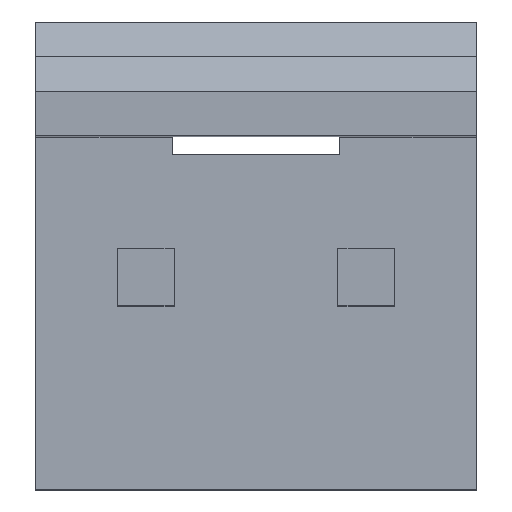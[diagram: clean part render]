
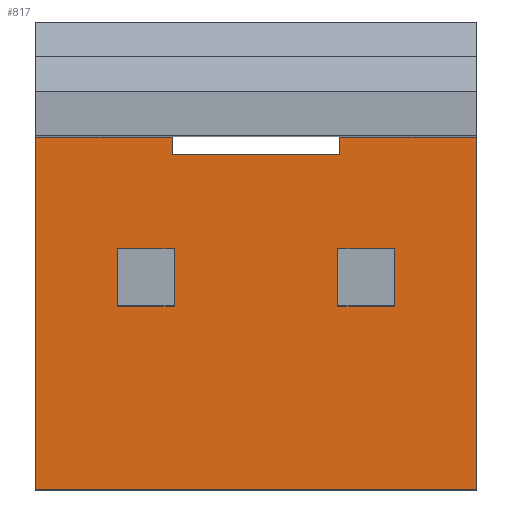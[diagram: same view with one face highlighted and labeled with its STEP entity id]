
A CAD part, top view. The second image highlights one B-rep face of the part: STEP entity #817.
In plain terms, the highlighted planar face has unit normal (0, 0, 1).
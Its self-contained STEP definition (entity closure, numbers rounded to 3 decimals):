
#146=DIRECTION('',(0.,-1.,0.));
#147=VECTOR('',#146,4.);
#148=CARTESIAN_POINT('',(-2.5,1.6,-7.5));
#149=LINE('',#148,#147);
#218=DIRECTION('',(-1.,0.,0.));
#219=VECTOR('',#218,0.64);
#220=CARTESIAN_POINT('',(-0.93,-0.32,-7.5));
#221=LINE('',#220,#219);
#222=DIRECTION('',(0.,1.,0.));
#223=VECTOR('',#222,0.64);
#224=CARTESIAN_POINT('',(-0.93,-0.32,-7.5));
#225=LINE('',#224,#223);
#226=DIRECTION('',(-1.,0.,0.));
#227=VECTOR('',#226,0.64);
#228=CARTESIAN_POINT('',(-0.93,0.32,-7.5));
#229=LINE('',#228,#227);
#230=DIRECTION('',(0.,1.,0.));
#231=VECTOR('',#230,0.64);
#232=CARTESIAN_POINT('',(-1.57,-0.32,-7.5));
#233=LINE('',#232,#231);
#234=DIRECTION('',(-1.,0.,0.));
#235=VECTOR('',#234,0.64);
#236=CARTESIAN_POINT('',(1.57,-0.32,-7.5));
#237=LINE('',#236,#235);
#238=DIRECTION('',(0.,1.,0.));
#239=VECTOR('',#238,0.64);
#240=CARTESIAN_POINT('',(1.57,-0.32,-7.5));
#241=LINE('',#240,#239);
#242=DIRECTION('',(-1.,0.,0.));
#243=VECTOR('',#242,0.64);
#244=CARTESIAN_POINT('',(1.57,0.32,-7.5));
#245=LINE('',#244,#243);
#246=DIRECTION('',(0.,1.,0.));
#247=VECTOR('',#246,0.64);
#248=CARTESIAN_POINT('',(0.93,-0.32,-7.5));
#249=LINE('',#248,#247);
#250=DIRECTION('',(0.,-1.,0.));
#251=VECTOR('',#250,0.2);
#252=CARTESIAN_POINT('',(0.95,1.6,-7.5));
#253=LINE('',#252,#251);
#254=DIRECTION('',(1.,0.,0.));
#255=VECTOR('',#254,1.55);
#256=CARTESIAN_POINT('',(0.95,1.6,-7.5));
#257=LINE('',#256,#255);
#258=DIRECTION('',(1.,0.,0.));
#259=VECTOR('',#258,1.55);
#260=CARTESIAN_POINT('',(-2.5,1.6,-7.5));
#261=LINE('',#260,#259);
#262=DIRECTION('',(0.,-1.,0.));
#263=VECTOR('',#262,0.2);
#264=CARTESIAN_POINT('',(-0.95,1.6,-7.5));
#265=LINE('',#264,#263);
#266=DIRECTION('',(-1.,0.,0.));
#267=VECTOR('',#266,1.9);
#268=CARTESIAN_POINT('',(0.95,1.4,-7.5));
#269=LINE('',#268,#267);
#514=DIRECTION('',(0.,-1.,0.));
#515=VECTOR('',#514,4.);
#516=CARTESIAN_POINT('',(2.5,1.6,-7.5));
#517=LINE('',#516,#515);
#526=DIRECTION('',(1.,0.,0.));
#527=VECTOR('',#526,5.);
#528=CARTESIAN_POINT('',(-2.5,-2.4,-7.5));
#529=LINE('',#528,#527);
#530=CARTESIAN_POINT('',(-2.5,1.6,-7.5));
#531=CARTESIAN_POINT('',(-2.5,-2.4,-7.5));
#532=VERTEX_POINT('',#530);
#533=VERTEX_POINT('',#531);
#536=CARTESIAN_POINT('',(2.5,1.6,-7.5));
#537=CARTESIAN_POINT('',(2.5,-2.4,-7.5));
#538=VERTEX_POINT('',#536);
#539=VERTEX_POINT('',#537);
#546=CARTESIAN_POINT('',(-0.93,-0.32,-7.5));
#547=CARTESIAN_POINT('',(-1.57,-0.32,-7.5));
#548=VERTEX_POINT('',#546);
#549=VERTEX_POINT('',#547);
#550=CARTESIAN_POINT('',(-0.93,0.32,-7.5));
#551=CARTESIAN_POINT('',(-1.57,0.32,-7.5));
#552=VERTEX_POINT('',#550);
#553=VERTEX_POINT('',#551);
#594=CARTESIAN_POINT('',(1.57,-0.32,-7.5));
#595=CARTESIAN_POINT('',(0.93,-0.32,-7.5));
#596=VERTEX_POINT('',#594);
#597=VERTEX_POINT('',#595);
#598=CARTESIAN_POINT('',(1.57,0.32,-7.5));
#599=CARTESIAN_POINT('',(0.93,0.32,-7.5));
#600=VERTEX_POINT('',#598);
#601=VERTEX_POINT('',#599);
#630=CARTESIAN_POINT('',(0.95,1.6,-7.5));
#631=CARTESIAN_POINT('',(0.95,1.4,-7.5));
#632=VERTEX_POINT('',#630);
#633=VERTEX_POINT('',#631);
#634=CARTESIAN_POINT('',(-0.95,1.6,-7.5));
#635=CARTESIAN_POINT('',(-0.95,1.4,-7.5));
#636=VERTEX_POINT('',#634);
#637=VERTEX_POINT('',#635);
#776=CARTESIAN_POINT('',(-2.5,1.6,-7.5));
#777=DIRECTION('',(0.,0.,1.));
#778=DIRECTION('',(0.,-1.,0.));
#779=AXIS2_PLACEMENT_3D('',#776,#777,#778);
#780=PLANE('',#779);
#781=ORIENTED_EDGE('',*,*,#758,.F.);
#783=ORIENTED_EDGE('',*,*,#782,.T.);
#785=ORIENTED_EDGE('',*,*,#784,.T.);
#787=ORIENTED_EDGE('',*,*,#786,.F.);
#788=ORIENTED_EDGE('',*,*,#673,.F.);
#790=ORIENTED_EDGE('',*,*,#789,.T.);
#792=ORIENTED_EDGE('',*,*,#791,.T.);
#794=ORIENTED_EDGE('',*,*,#793,.F.);
#795=EDGE_LOOP('',(#781,#783,#785,#787,#788,#790,#792,#794));
#796=FACE_OUTER_BOUND('',#795,.F.);
#798=ORIENTED_EDGE('',*,*,#797,.F.);
#800=ORIENTED_EDGE('',*,*,#799,.T.);
#802=ORIENTED_EDGE('',*,*,#801,.T.);
#804=ORIENTED_EDGE('',*,*,#803,.F.);
#805=EDGE_LOOP('',(#798,#800,#802,#804));
#806=FACE_BOUND('',#805,.F.);
#808=ORIENTED_EDGE('',*,*,#807,.F.);
#810=ORIENTED_EDGE('',*,*,#809,.T.);
#812=ORIENTED_EDGE('',*,*,#811,.T.);
#814=ORIENTED_EDGE('',*,*,#813,.F.);
#815=EDGE_LOOP('',(#808,#810,#812,#814));
#816=FACE_BOUND('',#815,.F.);
#673=EDGE_CURVE('',#532,#533,#149,.T.);
#758=EDGE_CURVE('',#632,#633,#253,.T.);
#782=EDGE_CURVE('',#632,#538,#257,.T.);
#784=EDGE_CURVE('',#538,#539,#517,.T.);
#786=EDGE_CURVE('',#533,#539,#529,.T.);
#789=EDGE_CURVE('',#532,#636,#261,.T.);
#791=EDGE_CURVE('',#636,#637,#265,.T.);
#793=EDGE_CURVE('',#633,#637,#269,.T.);
#797=EDGE_CURVE('',#596,#597,#237,.T.);
#799=EDGE_CURVE('',#596,#600,#241,.T.);
#801=EDGE_CURVE('',#600,#601,#245,.T.);
#803=EDGE_CURVE('',#597,#601,#249,.T.);
#807=EDGE_CURVE('',#548,#549,#221,.T.);
#809=EDGE_CURVE('',#548,#552,#225,.T.);
#811=EDGE_CURVE('',#552,#553,#229,.T.);
#813=EDGE_CURVE('',#549,#553,#233,.T.);
#817=ADVANCED_FACE('',(#796,#806,#816),#780,.T.);
